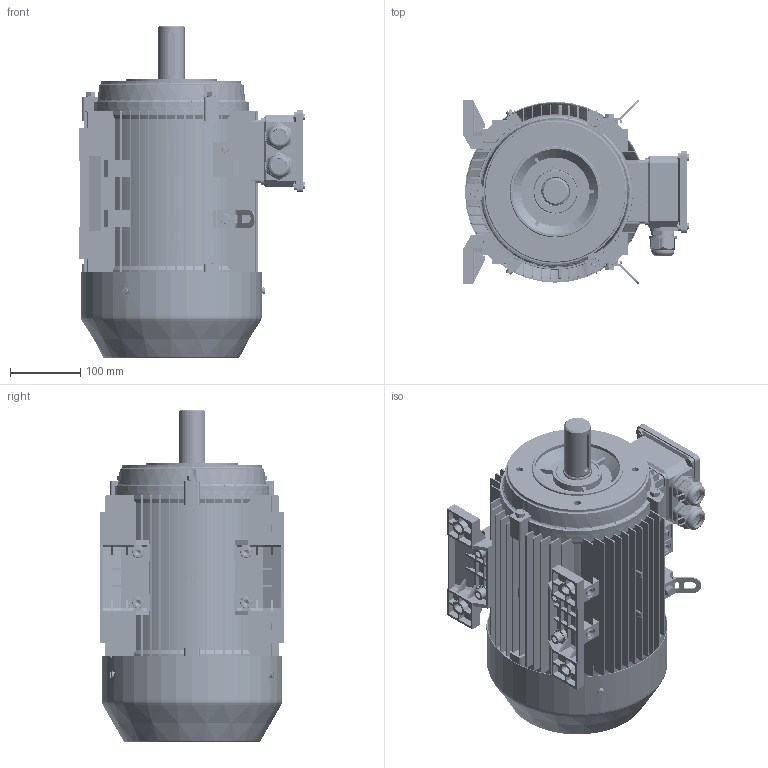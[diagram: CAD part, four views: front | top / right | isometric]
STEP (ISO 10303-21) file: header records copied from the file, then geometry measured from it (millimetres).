
FILE_DESCRIPTION(/* description */ (''),/* implementation_level */ '2;1');
FILE_NAME(/* name */ 'JL-132S-B34A.stp',/* time_stamp */ '2018-12-30T15:00:58+08:00',/* author */ (''),/* organization */ (''),/* preprocessor_version */ 'ST-DEVELOPER v16.7',/* originating_system */ 'SIEMENS PLM Software NX 12.0',/* authorisation */ '');
FILE_SCHEMA (('AP203_CONFIGURATION_CONTROLLED_3D_DESIGN_OF_MECHANICAL_PARTS_AND_ASSEMBLIES_MIM_LF { 1 0 10303 403 2 1 2}'));
Products named in the file (1): JL-132S-B34A
Bounding box: 323 x 263.33 x 473.5 mm (x, y, z)
Volume: 3431699.5 mm3; surface area: 1757913.8 mm2
Topology: 60 solids, 60 shells, 5464 faces, 15469 edges, 10282 vertices
Faces by surface type: plane 3305, cylinder 1732, cone 199, torus 193, bspline 35
Full cylindrical faces by diameter (mm): 2 x4, 4.48 x8, 4.8 x10, 5 x35, 5.3 x4, 5.8 x14, 6 x1, 7.188 x6, 8 x15, 8.58 x2, 9.1 x6, 10 x30, 10.715 x4, 11 x6, 12 x12, 13 x4, 14.785 x2, 16 x8, 17 x4, 17.785 x4, 18 x12, 20.9 x2, 24.7 x4, 26 x2, 29.45 x12, 30 x10, 30.4 x12, 31.35 x12, 32 x12, 32.3 x12
Entity records: 188671 total; most frequent: CARTESIAN_POINT 50160, ORIENTED_EDGE 29330, DIRECTION 27312, EDGE_CURVE 14665, VERTEX_POINT 9941, AXIS2_PLACEMENT_3D 9235, LINE 8842, VECTOR 8842
